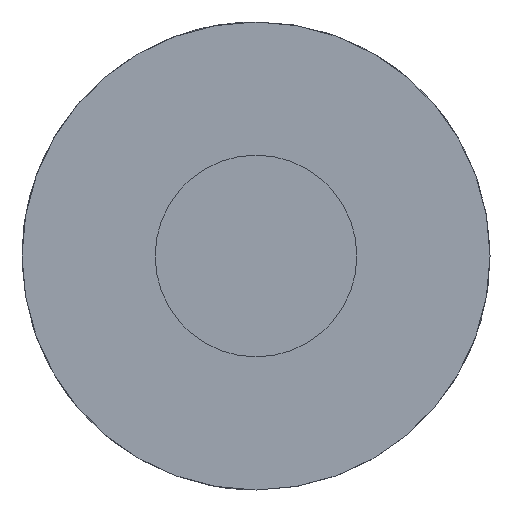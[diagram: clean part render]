
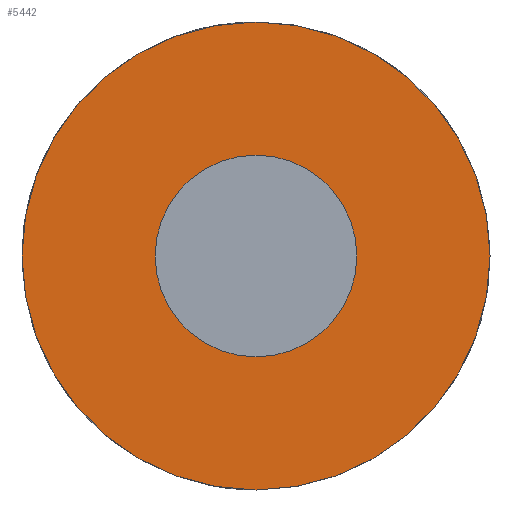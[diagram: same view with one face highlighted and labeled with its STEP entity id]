
A CAD part, front view. The second image highlights one B-rep face of the part: STEP entity #5442.
In plain terms, the highlighted planar face has unit normal (0, -1, 0).
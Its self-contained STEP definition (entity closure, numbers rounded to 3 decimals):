
#17 = VERTEX_POINT ( 'NONE', #3836 ) ;
#20 = CARTESIAN_POINT ( 'NONE',  ( 0., 43., 0. ) ) ;
#182 = EDGE_LOOP ( 'NONE', ( #3534, #4237 ) ) ;
#321 = VERTEX_POINT ( 'NONE', #1381 ) ;
#575 = DIRECTION ( 'NONE',  ( 0., -1., 0. ) ) ;
#610 = CARTESIAN_POINT ( 'NONE',  ( 0., 43., -48.5 ) ) ;
#712 = CARTESIAN_POINT ( 'NONE',  ( 0., 43., 0. ) ) ;
#930 = FACE_OUTER_BOUND ( 'NONE', #1111, .T. ) ;
#1111 = EDGE_LOOP ( 'NONE', ( #1615, #2422 ) ) ;
#1247 = EDGE_CURVE ( 'NONE', #5396, #321, #3033, .T. ) ;
#1381 = CARTESIAN_POINT ( 'NONE',  ( 0., 43., 112.5 ) ) ;
#1512 = FACE_BOUND ( 'NONE', #182, .T. ) ;
#1615 = ORIENTED_EDGE ( 'NONE', *, *, #1247, .F. ) ;
#1852 = VERTEX_POINT ( 'NONE', #610 ) ;
#1885 = CIRCLE ( 'NONE', #5754, 112.5 ) ;
#1967 = DIRECTION ( 'NONE',  ( 0., 0., 1. ) ) ;
#2076 = AXIS2_PLACEMENT_3D ( 'NONE', #2408, #2805, #1967 ) ;
#2408 = CARTESIAN_POINT ( 'NONE',  ( 0., 43., 0. ) ) ;
#2422 = ORIENTED_EDGE ( 'NONE', *, *, #2514, .F. ) ;
#2514 = EDGE_CURVE ( 'NONE', #321, #5396, #1885, .T. ) ;
#2596 = DIRECTION ( 'NONE',  ( 0., 0., -1. ) ) ;
#2805 = DIRECTION ( 'NONE',  ( 0., 1., 0. ) ) ;
#2942 = EDGE_CURVE ( 'NONE', #1852, #17, #3809, .T. ) ;
#3015 = DIRECTION ( 'NONE',  ( 0., 0., 1. ) ) ;
#3033 = CIRCLE ( 'NONE', #4988, 112.5 ) ;
#3163 = DIRECTION ( 'NONE',  ( 0., 1., 0. ) ) ;
#3534 = ORIENTED_EDGE ( 'NONE', *, *, #4446, .F. ) ;
#3610 = DIRECTION ( 'NONE',  ( 0., 0., -1. ) ) ;
#3809 = CIRCLE ( 'NONE', #5338, 48.5 ) ;
#3836 = CARTESIAN_POINT ( 'NONE',  ( 0., 43., 48.5 ) ) ;
#3922 = DIRECTION ( 'NONE',  ( 0., -1., 0. ) ) ;
#4219 = CIRCLE ( 'NONE', #5226, 48.5 ) ;
#4237 = ORIENTED_EDGE ( 'NONE', *, *, #2942, .F. ) ;
#4396 = DIRECTION ( 'NONE',  ( 0., 1., 0. ) ) ;
#4446 = EDGE_CURVE ( 'NONE', #17, #1852, #4219, .T. ) ;
#4666 = PLANE ( 'NONE',  #2076 ) ;
#4834 = CARTESIAN_POINT ( 'NONE',  ( 0., 43., 0. ) ) ;
#4988 = AXIS2_PLACEMENT_3D ( 'NONE', #712, #4396, #2596 ) ;
#5213 = DIRECTION ( 'NONE',  ( 0., 0., 1. ) ) ;
#5226 = AXIS2_PLACEMENT_3D ( 'NONE', #4834, #3922, #3015 ) ;
#5338 = AXIS2_PLACEMENT_3D ( 'NONE', #5649, #575, #5213 ) ;
#5396 = VERTEX_POINT ( 'NONE', #5893 ) ;
#5442 = ADVANCED_FACE ( 'NONE', ( #1512, #930 ), #4666, .F. ) ;
#5649 = CARTESIAN_POINT ( 'NONE',  ( 0., 43., 0. ) ) ;
#5754 = AXIS2_PLACEMENT_3D ( 'NONE', #20, #3163, #3610 ) ;
#5893 = CARTESIAN_POINT ( 'NONE',  ( 0., 43., -112.5 ) ) ;
